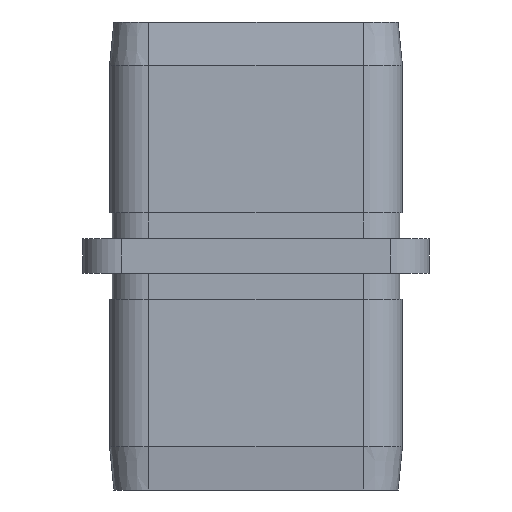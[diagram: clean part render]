
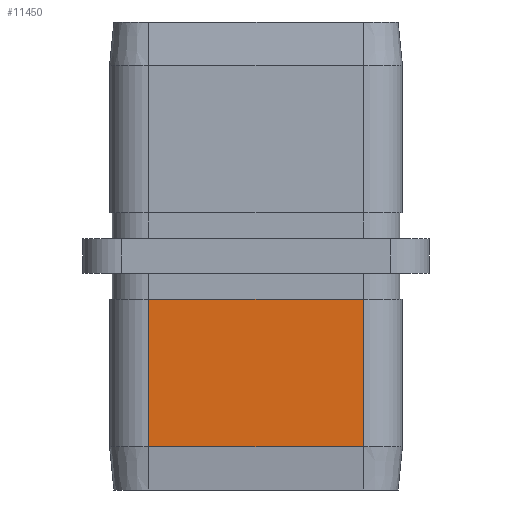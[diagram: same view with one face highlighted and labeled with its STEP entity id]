
A CAD part, left-side view. The second image highlights one B-rep face of the part: STEP entity #11450.
In plain terms, the highlighted planar face has unit normal (-1, 0, 0).
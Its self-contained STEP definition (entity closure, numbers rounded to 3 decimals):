
#906 = VERTEX_POINT ( 'NONE', #20060 ) ;
#1703 = ORIENTED_EDGE ( 'NONE', *, *, #19632, .T. ) ;
#2436 = ORIENTED_EDGE ( 'NONE', *, *, #6877, .F. ) ;
#2633 = DIRECTION ( 'NONE',  ( 0., 0., -1. ) ) ;
#3437 = LINE ( 'NONE', #15037, #18668 ) ;
#3732 = CARTESIAN_POINT ( 'NONE',  ( -16.9, 12.4, -22. ) ) ;
#4938 = VERTEX_POINT ( 'NONE', #9772 ) ;
#6342 = LINE ( 'NONE', #8989, #26077 ) ;
#6611 = VERTEX_POINT ( 'NONE', #10609 ) ;
#6877 = EDGE_CURVE ( 'NONE', #6611, #23471, #3437, .T. ) ;
#7117 = CARTESIAN_POINT ( 'NONE',  ( -16.9, -16.9, 27. ) ) ;
#8989 = CARTESIAN_POINT ( 'NONE',  ( -16.9, 12.4, 27. ) ) ;
#9772 = CARTESIAN_POINT ( 'NONE',  ( -16.9, -12.4, -5. ) ) ;
#10609 = CARTESIAN_POINT ( 'NONE',  ( -16.9, -12.4, -22. ) ) ;
#11123 = DIRECTION ( 'NONE',  ( 0., 1., 0. ) ) ;
#11450 = ADVANCED_FACE ( 'NONE', ( #14091 ), #25548, .F. ) ;
#13173 = CARTESIAN_POINT ( 'NONE',  ( -16.9, -12.4, 27. ) ) ;
#13250 = CARTESIAN_POINT ( 'NONE',  ( -16.9, -12.4, -5. ) ) ;
#14034 = LINE ( 'NONE', #13173, #22016 ) ;
#14091 = FACE_OUTER_BOUND ( 'NONE', #16428, .T. ) ;
#15037 = CARTESIAN_POINT ( 'NONE',  ( -16.9, -12.4, -22. ) ) ;
#15725 = EDGE_CURVE ( 'NONE', #6611, #4938, #14034, .T. ) ;
#16428 = EDGE_LOOP ( 'NONE', ( #2436, #17361, #25286, #1703 ) ) ;
#17361 = ORIENTED_EDGE ( 'NONE', *, *, #15725, .T. ) ;
#17425 = DIRECTION ( 'NONE',  ( 0., 1., 0. ) ) ;
#17580 = DIRECTION ( 'NONE',  ( 0., 0., -1. ) ) ;
#18668 = VECTOR ( 'NONE', #17425, 1000. ) ;
#19632 = EDGE_CURVE ( 'NONE', #906, #23471, #6342, .T. ) ;
#20060 = CARTESIAN_POINT ( 'NONE',  ( -16.9, 12.4, -5. ) ) ;
#21526 = DIRECTION ( 'NONE',  ( 1., 0., 0. ) ) ;
#21993 = DIRECTION ( 'NONE',  ( 0., 0., 1. ) ) ;
#22016 = VECTOR ( 'NONE', #21993, 1000. ) ;
#22612 = EDGE_CURVE ( 'NONE', #4938, #906, #23747, .T. ) ;
#23029 = AXIS2_PLACEMENT_3D ( 'NONE', #7117, #21526, #17580 ) ;
#23471 = VERTEX_POINT ( 'NONE', #3732 ) ;
#23747 = LINE ( 'NONE', #13250, #25332 ) ;
#25286 = ORIENTED_EDGE ( 'NONE', *, *, #22612, .T. ) ;
#25332 = VECTOR ( 'NONE', #11123, 1000. ) ;
#25548 = PLANE ( 'NONE',  #23029 ) ;
#26077 = VECTOR ( 'NONE', #2633, 1000. ) ;
